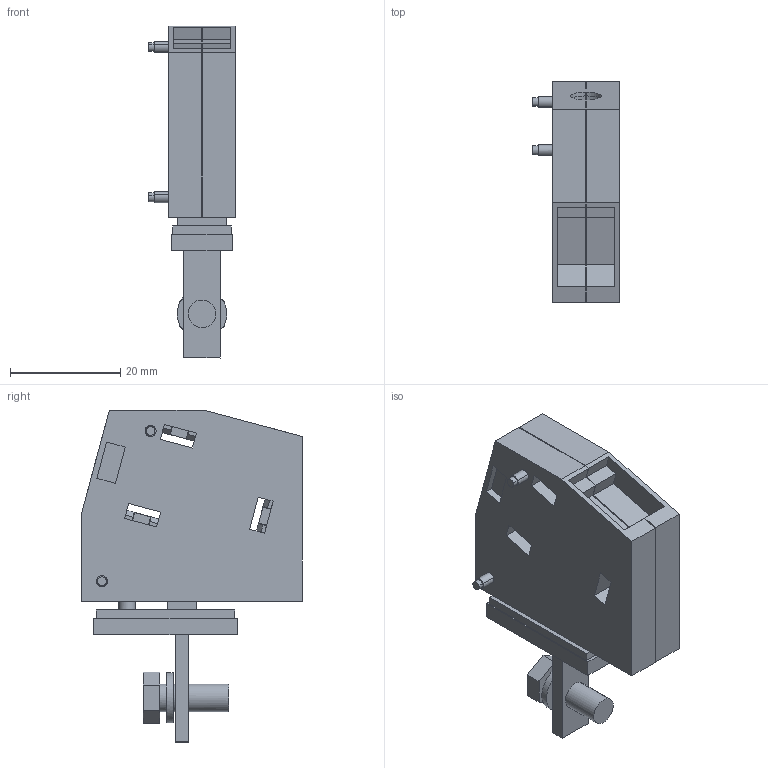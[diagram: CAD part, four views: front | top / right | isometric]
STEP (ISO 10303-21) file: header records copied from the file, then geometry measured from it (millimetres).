
FILE_DESCRIPTION(('CATIA V5 STEP Exchange','CAx-IF Rec.Pracs.--- Model Styling and Organization---1.2---2011-12-15'),'2;1');
FILE_NAME ('D1462155_0', '2017-07-21T07:33:41+00:00', ('none'), ('Weidmueller'), 'CATIA Version 5-6 Release 2014', 'CATIA V5 STEP AP214', 'none');
FILE_SCHEMA(('AUTOMOTIVE_DESIGN { 1 0 10303 214 1 1 1 1 }'));
Length unit declared in the file: millimetre
Products named in the file (1): 2440630000
Bounding box: 15.7 x 40 x 60.1 mm (x, y, z)
Volume: 15792.9 mm3; surface area: 9819.6 mm2
Topology: 5 solids, 5 shells, 307 faces, 804 edges, 538 vertices
Faces by surface type: plane 265, cylinder 42
Entity records: 9269 total; most frequent: CARTESIAN_POINT 1781, ORIENTED_EDGE 1608, DIRECTION 1212, EDGE_CURVE 804, VECTOR 710, LINE 710, VERTEX_POINT 538, EDGE_LOOP 352
